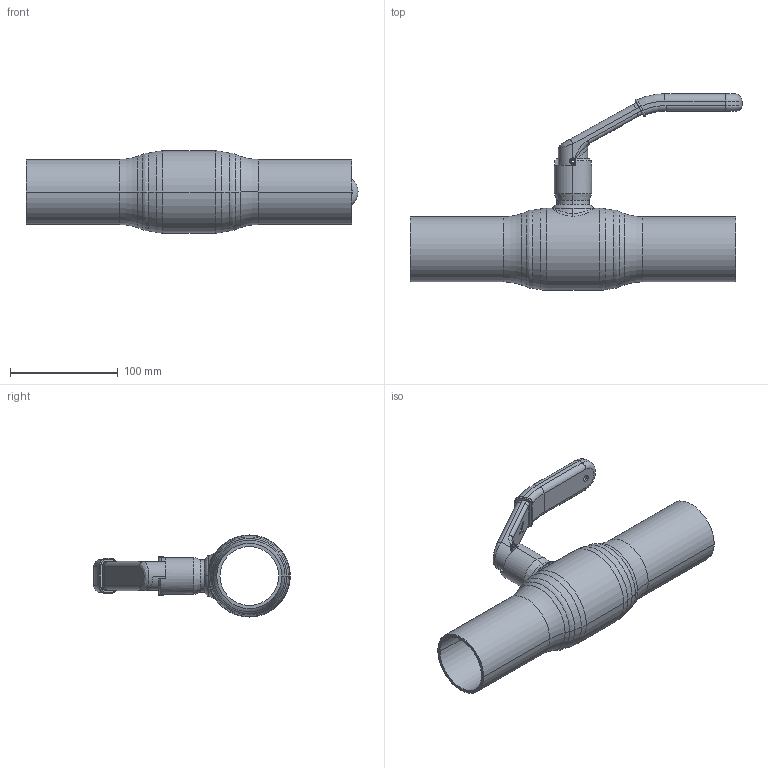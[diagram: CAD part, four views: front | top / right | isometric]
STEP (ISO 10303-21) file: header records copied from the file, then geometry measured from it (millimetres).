
FILE_DESCRIPTION((''),'2;1');
FILE_NAME('065N0125_ASM','2013-04-05T',('u258099'),('Danfoss'),'PRO/ENGINEER BY PARAMETRIC TECHNOLOGY CORPORATION, 2010370','PRO/ENGINEER BY PARAMETRIC TECHNOLOGY CORPORATION, 2010370','');
FILE_SCHEMA(('CONFIG_CONTROL_DESIGN'));
Length unit declared in the file: millimetre
Products named in the file (11): 20050432; 20050409; 20050006; 20050405-SV; 20050405_ASM; 065N0125-SV1; 21050233; 21100028_FOR_DN40-DN50; 21050033_ASM; 50050022; 065N0125_ASM
Assembly tree (12 placements, depth 3):
  065N0125_ASM
    20050432  x2
    20050405_ASM
      20050409
      20050006
      20050405-SV
    065N0125-SV1  x2
    21050033_ASM
      21050233
      21100028_FOR_DN40-DN50
    50050022
Bounding box: 307.78 x 182.35 x 76.1 mm (x, y, z)
Volume: 266661 mm3; surface area: 165890.9 mm2
Topology: 10 solids, 11 shells, 392 faces, 934 edges, 562 vertices
Faces by surface type: plane 100, cylinder 96, bspline 57, cone 46, torus 44, extrusion 43, revolution 6
Entity records: 15956 total; most frequent: CARTESIAN_POINT 7516, ORIENTED_EDGE 1756, DIRECTION 1618, EDGE_CURVE 880, AXIS2_PLACEMENT_3D 592, VERTEX_POINT 534, VECTOR 430, EDGE_LOOP 394
